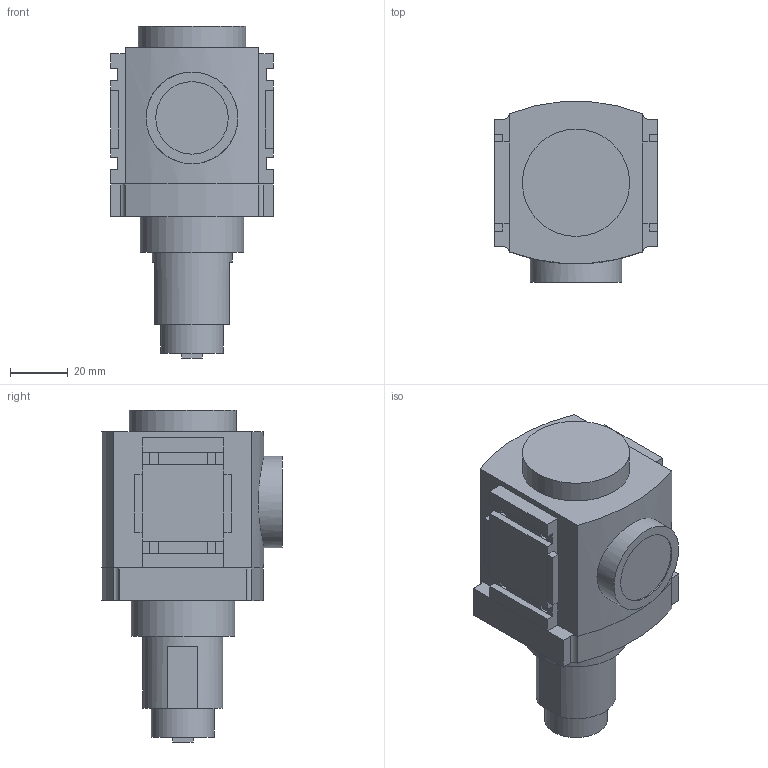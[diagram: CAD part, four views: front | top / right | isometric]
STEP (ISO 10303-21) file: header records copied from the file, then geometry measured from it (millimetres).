
FILE_DESCRIPTION(('FreeCAD Model'),'2;1');
FILE_NAME( 'INGERSOLL_AROregulator.step' ,'2019-05-25T22:15:03',('Author'),(''), 'Open CASCADE STEP processor 7.3','FreeCAD','Unknown');
FILE_SCHEMA(('AUTOMOTIVE_DESIGN { 1 0 10303 214 1 1 1 1 }'));
Length unit declared in the file: millimetre
Products named in the file (1): Body
Bounding box: 56.2 x 62.32 x 114.52 mm (x, y, z)
Volume: 201937.8 mm3; surface area: 25611.2 mm2
Topology: 1 solids, 1 shells, 139 faces, 332 edges, 204 vertices
Faces by surface type: plane 123, cylinder 16
Full cylindrical faces by diameter (mm): 17.7 x1, 21.7 x1, 23.3 x1, 25 x1, 27.6 x1, 31.6 x1, 35.7 x1, 37 x1
Entity records: 8588 total; most frequent: CARTESIAN_POINT 1703, DIRECTION 1303, LINE 929, VECTOR 929, ORIENTED_EDGE 664, PCURVE 664, DEFINITIONAL_REPRESENTATION 664, EDGE_CURVE 332
